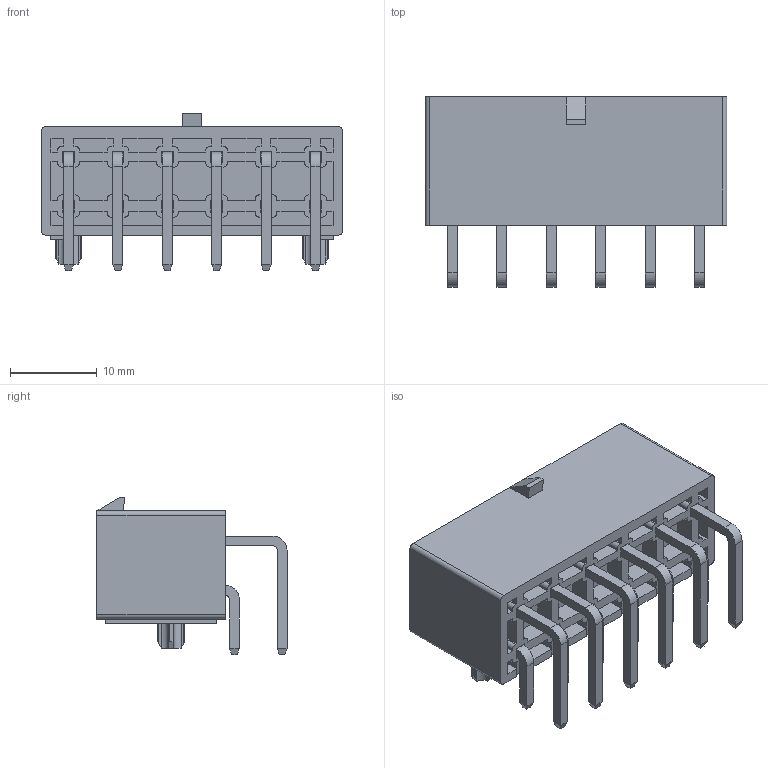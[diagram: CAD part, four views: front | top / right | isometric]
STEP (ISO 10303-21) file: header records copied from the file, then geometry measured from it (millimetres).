
FILE_DESCRIPTION(/* description */ ('Unknown'),/* implementation_level */ '2;1');
FILE_NAME(/* name */ 'J_Wurth_WR-MPC5_657012240101',/* time_stamp */ '2025-07-08T13:35:21+08:00',/* author */ ('Unknown'),/* organization */ ('Unknown'),/* preprocessor_version */ 'ST-DEVELOPER v19.4',/* originating_system */ 'Solid Edge',/* authorisation */ 'Unknown');
FILE_SCHEMA (('AUTOMOTIVE_DESIGN {1 0 10303 214 3 1 1}'));
Length unit declared in the file: millimetre
Products named in the file (2): J_Wurth_WR-MPC5_657012240101
Assembly tree (1 placements, depth 2):
  J_Wurth_WR-MPC5_657012240101
    J_Wurth_WR-MPC5_657012240101
Bounding box: 34.85 x 21.94 x 18.13 mm (x, y, z)
Volume: 3346.1 mm3; surface area: 6577.8 mm2
Topology: 1 solids, 1 shells, 847 faces, 2114 edges, 1321 vertices
Faces by surface type: plane 747, cylinder 100
Entity records: 30512 total; most frequent: CARTESIAN_POINT 4284, ORIENTED_EDGE 4228, DIRECTION 4024, EDGE_CURVE 2114, LINE 1902, VECTOR 1902, VERTEX_POINT 1321, AXIS2_PLACEMENT_3D 1061
